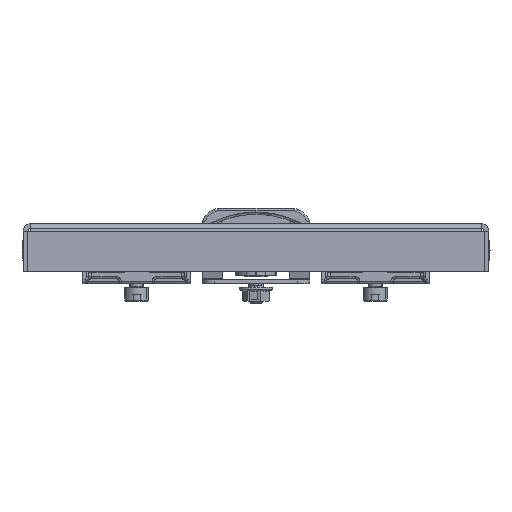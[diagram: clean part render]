
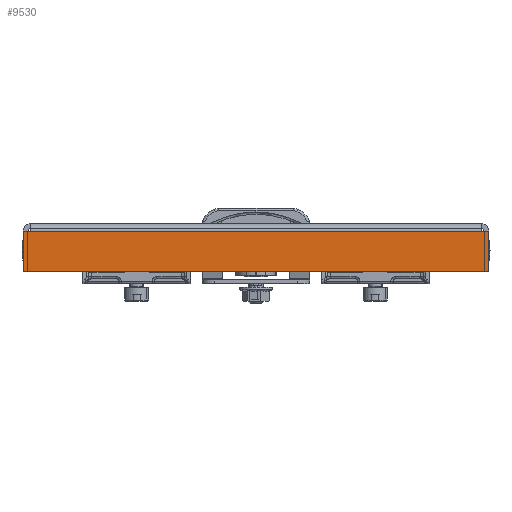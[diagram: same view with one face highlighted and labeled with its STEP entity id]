
A CAD part, left-side view. The second image highlights one B-rep face of the part: STEP entity #9530.
In plain terms, the highlighted planar face has unit normal (-1, 0, 0).
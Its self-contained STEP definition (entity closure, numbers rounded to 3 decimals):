
#9530 = ADVANCED_FACE ( 'NONE', ( #13414 ), #10318, .F. ) ;
#9959 = CARTESIAN_POINT ( 'NONE',  ( -397., -97.5, -3. ) ) ;
#9961 = CARTESIAN_POINT ( 'NONE',  ( -397., 97.5, -20. ) ) ;
#9964 = CARTESIAN_POINT ( 'NONE',  ( -397., 97.5, -3. ) ) ;
#9965 = CARTESIAN_POINT ( 'NONE',  ( -397., -97.5, -20. ) ) ;
#9966 = CARTESIAN_POINT ( 'NONE',  ( -397., -94.5, -3. ) ) ;
#9969 = CARTESIAN_POINT ( 'NONE',  ( -397., 94.5, -3. ) ) ;
#10311 = CARTESIAN_POINT ( 'NONE',  ( -397., 0., 0. ) ) ;
#10318 = PLANE ( 'NONE',  #15216 ) ;
#10320 = DIRECTION ( 'NONE',  ( 1., 0., 0. ) ) ;
#10321 = DIRECTION ( 'NONE',  ( 0., 0., -1. ) ) ;
#13414 = FACE_OUTER_BOUND ( 'NONE', #14098, .T. ) ;
#14098 = EDGE_LOOP ( 'NONE', ( #32721, #32720, #32719, #32718, #32717, #32716 ) ) ;
#15216 = AXIS2_PLACEMENT_3D ( 'NONE', #10311, #10320, #10321 ) ;
#21163 = VERTEX_POINT ( 'NONE', #9959 ) ;
#21165 = VERTEX_POINT ( 'NONE', #9961 ) ;
#21168 = VERTEX_POINT ( 'NONE', #9964 ) ;
#21169 = VERTEX_POINT ( 'NONE', #9965 ) ;
#21170 = VERTEX_POINT ( 'NONE', #9966 ) ;
#21173 = VERTEX_POINT ( 'NONE', #9969 ) ;
#23527 = CARTESIAN_POINT ( 'NONE',  ( -397., -97.5, -3. ) ) ;
#23532 = CARTESIAN_POINT ( 'NONE',  ( -397., -97.5, -3. ) ) ;
#23534 = DIRECTION ( 'NONE',  ( 0., -1., 0. ) ) ;
#23535 = DIRECTION ( 'NONE',  ( 0., -1., 0. ) ) ;
#23540 = CARTESIAN_POINT ( 'NONE',  ( -397., 97.5, 0. ) ) ;
#23541 = CARTESIAN_POINT ( 'NONE',  ( -397., -97.5, 0. ) ) ;
#23542 = DIRECTION ( 'NONE',  ( 0., 0., -1. ) ) ;
#23544 = CARTESIAN_POINT ( 'NONE',  ( -397., 0., -20. ) ) ;
#23549 = DIRECTION ( 'NONE',  ( 0., 0., 1. ) ) ;
#23554 = DIRECTION ( 'NONE',  ( 0., -1., 0. ) ) ;
#23559 = CARTESIAN_POINT ( 'NONE',  ( -397., -97.5, -3. ) ) ;
#23561 = DIRECTION ( 'NONE',  ( 0., -1., 0. ) ) ;
#23874 = LINE ( 'NONE', #23527, #23885 ) ;
#23875 = LINE ( 'NONE', #23532, #23881 ) ;
#23881 = VECTOR ( 'NONE', #23534, 1000. ) ;
#23885 = VECTOR ( 'NONE', #23535, 1000. ) ;
#23891 = LINE ( 'NONE', #23540, #23896 ) ;
#23896 = VECTOR ( 'NONE', #23542, 1000. ) ;
#23897 = LINE ( 'NONE', #23541, #23908 ) ;
#23902 = LINE ( 'NONE', #23544, #23918 ) ;
#23908 = VECTOR ( 'NONE', #23549, 1000. ) ;
#23918 = VECTOR ( 'NONE', #23554, 1000. ) ;
#23922 = LINE ( 'NONE', #23559, #23927 ) ;
#23927 = VECTOR ( 'NONE', #23561, 1000. ) ;
#32716 = ORIENTED_EDGE ( 'NONE', *, *, #34222, .F. ) ;
#32717 = ORIENTED_EDGE ( 'NONE', *, *, #34209, .F. ) ;
#32718 = ORIENTED_EDGE ( 'NONE', *, *, #34216, .T. ) ;
#32719 = ORIENTED_EDGE ( 'NONE', *, *, #34219, .T. ) ;
#32720 = ORIENTED_EDGE ( 'NONE', *, *, #34212, .T. ) ;
#32721 = ORIENTED_EDGE ( 'NONE', *, *, #34208, .F. ) ;
#34208 = EDGE_CURVE ( 'NONE', #21168, #21173, #23875, .T. ) ;
#34209 = EDGE_CURVE ( 'NONE', #21170, #21163, #23874, .T. ) ;
#34212 = EDGE_CURVE ( 'NONE', #21168, #21165, #23891, .T. ) ;
#34216 = EDGE_CURVE ( 'NONE', #21169, #21163, #23897, .T. ) ;
#34219 = EDGE_CURVE ( 'NONE', #21165, #21169, #23902, .T. ) ;
#34222 = EDGE_CURVE ( 'NONE', #21173, #21170, #23922, .T. ) ;
